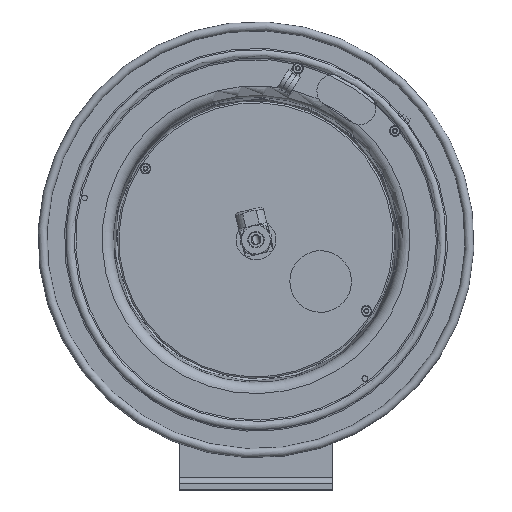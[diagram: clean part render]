
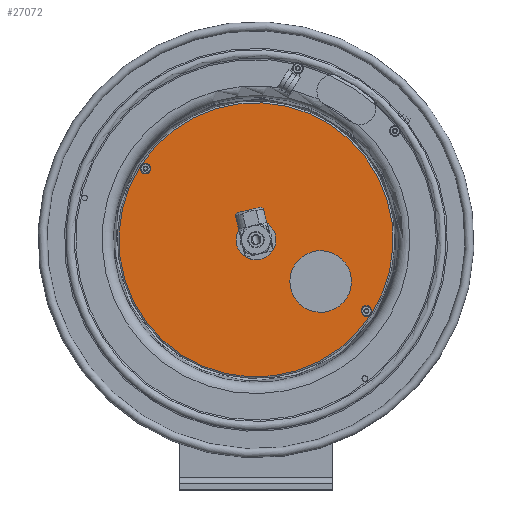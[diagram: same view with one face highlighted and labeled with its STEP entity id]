
A CAD part, top view. The second image highlights one B-rep face of the part: STEP entity #27072.
In plain terms, the highlighted planar face has unit normal (0, 0, 1).
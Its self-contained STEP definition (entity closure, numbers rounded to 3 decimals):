
#7058=FACE_BOUND('',#8739,.T.);
#7059=FACE_BOUND('',#8740,.T.);
#7060=FACE_BOUND('',#8741,.T.);
#7226=PLANE('',#28239);
#7765=FACE_OUTER_BOUND('',#8738,.T.);
#8738=EDGE_LOOP('',(#19564,#19565));
#8739=EDGE_LOOP('',(#19566));
#8740=EDGE_LOOP('',(#19567));
#8741=EDGE_LOOP('',(#19568));
#9878=CIRCLE('',#28234,5.345);
#9879=CIRCLE('',#28235,5.345);
#9883=CIRCLE('',#28240,0.1);
#9884=CIRCLE('',#28241,0.1);
#9885=CIRCLE('',#28242,0.65);
#10947=VERTEX_POINT('',#37117);
#10948=VERTEX_POINT('',#37118);
#10951=VERTEX_POINT('',#37127);
#10952=VERTEX_POINT('',#37129);
#10953=VERTEX_POINT('',#37131);
#14763=EDGE_CURVE('',#10947,#10948,#9878,.T.);
#14764=EDGE_CURVE('',#10948,#10947,#9879,.T.);
#14768=EDGE_CURVE('',#10951,#10951,#9883,.T.);
#14769=EDGE_CURVE('',#10952,#10952,#9884,.T.);
#14770=EDGE_CURVE('',#10953,#10953,#9885,.T.);
#19564=ORIENTED_EDGE('',*,*,#14763,.T.);
#19565=ORIENTED_EDGE('',*,*,#14764,.T.);
#19566=ORIENTED_EDGE('',*,*,#14768,.T.);
#19567=ORIENTED_EDGE('',*,*,#14769,.T.);
#19568=ORIENTED_EDGE('',*,*,#14770,.T.);
#27072=ADVANCED_FACE('',(#7765,#7058,#7059,#7060),#7226,.T.);
#28234=AXIS2_PLACEMENT_3D('',#37119,#30222,#30223);
#28235=AXIS2_PLACEMENT_3D('',#37120,#30224,#30225);
#28239=AXIS2_PLACEMENT_3D('',#37126,#30232,#30233);
#28240=AXIS2_PLACEMENT_3D('',#37128,#30234,#30235);
#28241=AXIS2_PLACEMENT_3D('',#37130,#30236,#30237);
#28242=AXIS2_PLACEMENT_3D('',#37132,#30238,#30239);
#30222=DIRECTION('center_axis',(0.,0.,
1.));
#30223=DIRECTION('ref_axis',(0.542,0.84,0.));
#30224=DIRECTION('center_axis',(0.,0.,
1.));
#30225=DIRECTION('ref_axis',(0.542,0.84,0.));
#30232=DIRECTION('center_axis',(0.,0.,
1.));
#30233=DIRECTION('ref_axis',(0.84,-0.542,0.));
#30234=DIRECTION('center_axis',(0.,0.,
-1.));
#30235=DIRECTION('ref_axis',(0.542,0.84,0.));
#30236=DIRECTION('center_axis',(0.,0.,
-1.));
#30237=DIRECTION('ref_axis',(0.542,0.84,0.));
#30238=DIRECTION('center_axis',(0.,0.,
-1.));
#30239=DIRECTION('ref_axis',(-0.542,-0.84,0.));
#37117=CARTESIAN_POINT('',(2.867,4.948,2.752));
#37118=CARTESIAN_POINT('',(-4.522,3.353,2.752));
#37119=CARTESIAN_POINT('Origin',(-0.031,0.456,
2.752));
#37120=CARTESIAN_POINT('Origin',(-0.031,0.456,
2.752));
#37126=CARTESIAN_POINT('Origin',(1.418,2.702,2.752));
#37127=CARTESIAN_POINT('',(4.33,-2.238,2.752));
#37128=CARTESIAN_POINT('Origin',(4.276,-2.322,2.752));
#37129=CARTESIAN_POINT('',(-4.283,3.318,2.752));
#37130=CARTESIAN_POINT('Origin',(-4.337,3.234,2.752));
#37131=CARTESIAN_POINT('',(0.322,1.002,2.752));
#37132=CARTESIAN_POINT('Origin',(-0.031,0.456,
2.752));
